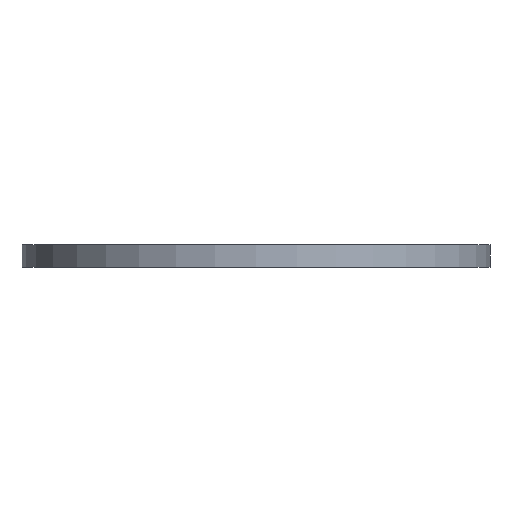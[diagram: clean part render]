
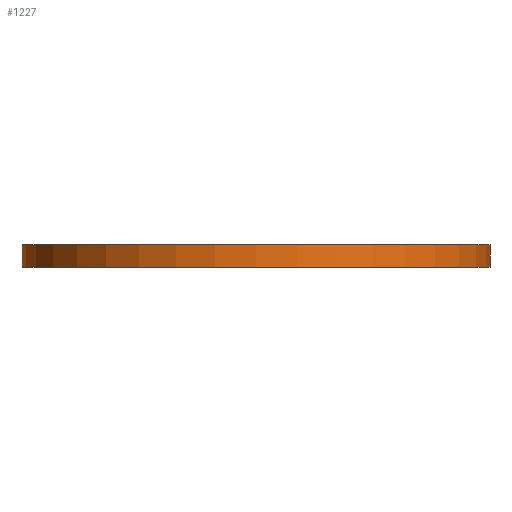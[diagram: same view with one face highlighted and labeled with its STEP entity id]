
A CAD part, front view. The second image highlights one B-rep face of the part: STEP entity #1227.
In plain terms, the highlighted cylindrical face has radius 31.5 mm (diameter 63 mm), a partial arc.
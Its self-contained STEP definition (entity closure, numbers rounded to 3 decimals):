
#81 = AXIS2_PLACEMENT_3D ( 'NONE', #716, #1384, #1396 ) ;
#159 = DIRECTION ( 'NONE',  ( 0., 0., -1. ) ) ;
#175 = ORIENTED_EDGE ( 'NONE', *, *, #634, .T. ) ;
#206 = EDGE_LOOP ( 'NONE', ( #1687, #2091, #671, #175 ) ) ;
#258 = VECTOR ( 'NONE', #1113, 1000. ) ;
#277 = EDGE_CURVE ( 'NONE', #956, #765, #1479, .T. ) ;
#281 = DIRECTION ( 'NONE',  ( -1., 0., 0. ) ) ;
#298 = VECTOR ( 'NONE', #159, 1000. ) ;
#447 = CIRCLE ( 'NONE', #485, 31.5 ) ;
#485 = AXIS2_PLACEMENT_3D ( 'NONE', #667, #700, #1333 ) ;
#494 = FACE_OUTER_BOUND ( 'NONE', #206, .T. ) ;
#554 = CARTESIAN_POINT ( 'NONE',  ( 31.5, 0., 0. ) ) ;
#634 = EDGE_CURVE ( 'NONE', #765, #1996, #1555, .T. ) ;
#667 = CARTESIAN_POINT ( 'NONE',  ( 0., 0., 3. ) ) ;
#671 = ORIENTED_EDGE ( 'NONE', *, *, #277, .T. ) ;
#700 = DIRECTION ( 'NONE',  ( 0., 0., 1. ) ) ;
#716 = CARTESIAN_POINT ( 'NONE',  ( 0., 0., 0. ) ) ;
#765 = VERTEX_POINT ( 'NONE', #1366 ) ;
#787 = CARTESIAN_POINT ( 'NONE',  ( 31.5, 0., 3. ) ) ;
#944 = CARTESIAN_POINT ( 'NONE',  ( -31.5, 0., 3. ) ) ;
#956 = VERTEX_POINT ( 'NONE', #944 ) ;
#963 = LINE ( 'NONE', #787, #298 ) ;
#999 = CARTESIAN_POINT ( 'NONE',  ( 0., 0., 3. ) ) ;
#1113 = DIRECTION ( 'NONE',  ( 0., 0., -1. ) ) ;
#1147 = CARTESIAN_POINT ( 'NONE',  ( 31.5, 0., 3. ) ) ;
#1226 = EDGE_CURVE ( 'NONE', #1656, #1996, #963, .T. ) ;
#1227 = ADVANCED_FACE ( 'NONE', ( #494 ), #1821, .T. ) ;
#1301 = DIRECTION ( 'NONE',  ( 0., 0., -1. ) ) ;
#1333 = DIRECTION ( 'NONE',  ( 1., 0., 0. ) ) ;
#1366 = CARTESIAN_POINT ( 'NONE',  ( -31.5, 0., 0. ) ) ;
#1384 = DIRECTION ( 'NONE',  ( 0., 0., 1. ) ) ;
#1396 = DIRECTION ( 'NONE',  ( 1., 0., 0. ) ) ;
#1479 = LINE ( 'NONE', #1805, #258 ) ;
#1555 = CIRCLE ( 'NONE', #81, 31.5 ) ;
#1656 = VERTEX_POINT ( 'NONE', #1147 ) ;
#1687 = ORIENTED_EDGE ( 'NONE', *, *, #1226, .F. ) ;
#1779 = AXIS2_PLACEMENT_3D ( 'NONE', #999, #1301, #281 ) ;
#1804 = EDGE_CURVE ( 'NONE', #956, #1656, #447, .T. ) ;
#1805 = CARTESIAN_POINT ( 'NONE',  ( -31.5, 0., 3. ) ) ;
#1821 = CYLINDRICAL_SURFACE ( 'NONE', #1779, 31.5 ) ;
#1996 = VERTEX_POINT ( 'NONE', #554 ) ;
#2091 = ORIENTED_EDGE ( 'NONE', *, *, #1804, .F. ) ;
